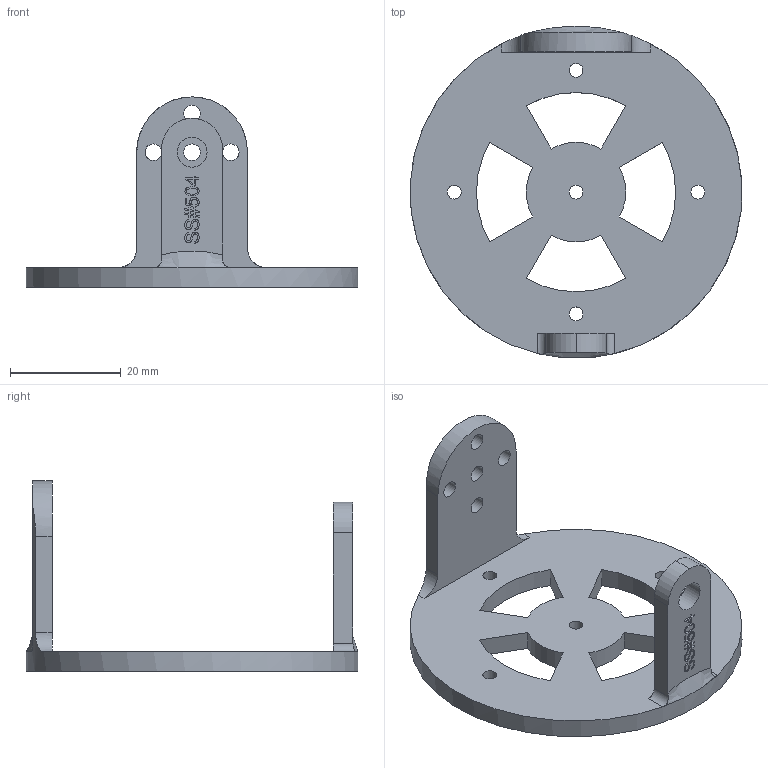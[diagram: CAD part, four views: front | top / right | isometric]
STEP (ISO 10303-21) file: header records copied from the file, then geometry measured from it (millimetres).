
FILE_DESCRIPTION(/* description */ (''),/* implementation_level */ '2;1');
FILE_NAME(/* name */ 'SS#504_Type3.step',/* time_stamp */ '2017-12-27T15:37:30+05:00',/* author */ (''),/* organization */ (''),/* preprocessor_version */ 'ST-DEVELOPER v16.13',/* originating_system */ 'Autodesk Translation Framework v6.5.0.72',/* authorisation */ '');
FILE_SCHEMA (('AUTOMOTIVE_DESIGN { 1 0 10303 214 3 1 1 }'));
Length unit declared in the file: millimetre
Products named in the file (1): Upper_Bracket
Bounding box: 59.92 x 59.94 x 34.37 mm (x, y, z)
Volume: 10815.8 mm3; surface area: 8414.1 mm2
Topology: 1 solids, 1 shells, 214 faces, 616 edges, 411 vertices
Faces by surface type: bspline 103, plane 84, cylinder 27
Full cylindrical faces by diameter (mm): 2.5 x5, 3 x5, 5.4 x1, 60 x1
Entity records: 8234 total; most frequent: CARTESIAN_POINT 3205, ORIENTED_EDGE 1232, DIRECTION 677, EDGE_CURVE 616, VERTEX_POINT 411, LINE 343, VECTOR 343, EDGE_LOOP 251
